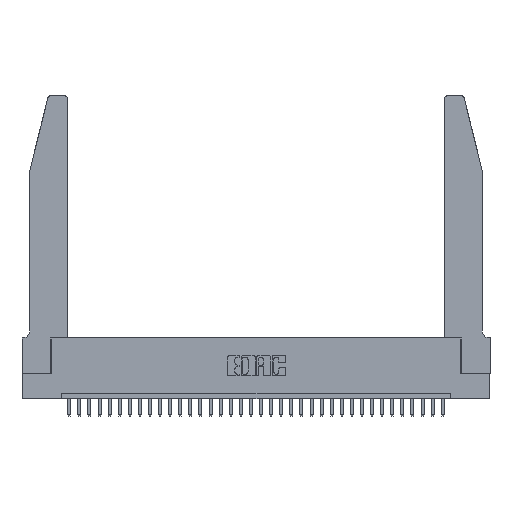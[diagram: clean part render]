
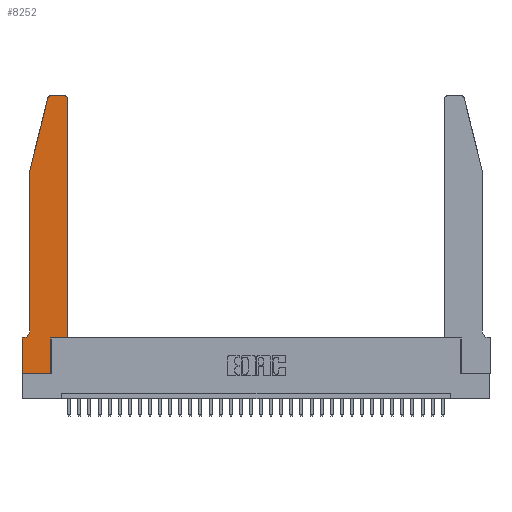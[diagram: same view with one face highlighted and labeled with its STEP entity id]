
A CAD part, top view. The second image highlights one B-rep face of the part: STEP entity #8252.
In plain terms, the highlighted planar face has unit normal (0, 0, 1).
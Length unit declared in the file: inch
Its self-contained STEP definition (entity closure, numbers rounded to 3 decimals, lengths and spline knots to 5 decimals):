
#235 = DIRECTION ( 'NONE',  ( 1., 0., 0. ) ) ;
#413 = CIRCLE ( 'NONE', #7878, 0.03 ) ;
#868 = CIRCLE ( 'NONE', #20654, 0.03 ) ;
#1011 = CARTESIAN_POINT ( 'NONE',  ( 0.4205, 2.75, 0.37 ) ) ;
#1103 = EDGE_CURVE ( 'NONE', #6263, #14396, #19483, .T. ) ;
#1359 = EDGE_CURVE ( 'NONE', #33964, #31495, #17007, .T. ) ;
#1777 = DIRECTION ( 'NONE',  ( -1., 0., 0. ) ) ;
#1876 = VECTOR ( 'NONE', #14346, 39.37008 ) ;
#2112 = LINE ( 'NONE', #30449, #7109 ) ;
#2803 = LINE ( 'NONE', #22606, #29945 ) ;
#3370 = VECTOR ( 'NONE', #1777, 39.37008 ) ;
#3520 = DIRECTION ( 'NONE',  ( 1., 0., 0. ) ) ;
#3619 = DIRECTION ( 'NONE',  ( 0., 1., 0. ) ) ;
#3888 = ORIENTED_EDGE ( 'NONE', *, *, #17081, .T. ) ;
#4071 = DIRECTION ( 'NONE',  ( -1., 0., 0. ) ) ;
#5102 = CARTESIAN_POINT ( 'NONE',  ( 0., 0.35, 0.37 ) ) ;
#5316 = PLANE ( 'NONE',  #22641 ) ;
#5367 = CARTESIAN_POINT ( 'NONE',  ( 0.0055, 0.42, 0.37 ) ) ;
#5565 = EDGE_CURVE ( 'NONE', #11475, #20595, #27710, .T. ) ;
#5685 = CARTESIAN_POINT ( 'NONE',  ( 0.284, 2.72, 0.37 ) ) ;
#5704 = DIRECTION ( 'NONE',  ( 0., 0., -1. ) ) ;
#6145 = DIRECTION ( 'NONE',  ( 1., 0., 0. ) ) ;
#6263 = VERTEX_POINT ( 'NONE', #26827 ) ;
#6561 = CARTESIAN_POINT ( 'NONE',  ( 0., 0., 0.37 ) ) ;
#6864 = DIRECTION ( 'NONE',  ( 0., -1., 0. ) ) ;
#6945 = CARTESIAN_POINT ( 'NONE',  ( 0.0755, 2., 0.37 ) ) ;
#6985 = CARTESIAN_POINT ( 'NONE',  ( 0.0755, 0.35, 0.37 ) ) ;
#7109 = VECTOR ( 'NONE', #16919, 39.37008 ) ;
#7841 = CARTESIAN_POINT ( 'NONE',  ( 0.4205, 2.72, 0.37 ) ) ;
#7878 = AXIS2_PLACEMENT_3D ( 'NONE', #7841, #12952, #235 ) ;
#8107 = LINE ( 'NONE', #11343, #17622 ) ;
#8252 = ADVANCED_FACE ( 'NONE', ( #25547 ), #5316, .T. ) ;
#10431 = CARTESIAN_POINT ( 'NONE',  ( 0.2865, 0.35, 0.37 ) ) ;
#10506 = ORIENTED_EDGE ( 'NONE', *, *, #28974, .T. ) ;
#10769 = DIRECTION ( 'NONE',  ( -1., 0., 0. ) ) ;
#11088 = VERTEX_POINT ( 'NONE', #17199 ) ;
#11116 = VERTEX_POINT ( 'NONE', #31464 ) ;
#11343 = CARTESIAN_POINT ( 'NONE',  ( 0.4505, 0.35, 0.37 ) ) ;
#11475 = VERTEX_POINT ( 'NONE', #6561 ) ;
#11557 = CARTESIAN_POINT ( 'NONE',  ( 0.4505, 0.35, 0.37 ) ) ;
#11935 = CARTESIAN_POINT ( 'NONE',  ( 0.0755, 2., 0.37 ) ) ;
#12421 = LINE ( 'NONE', #6985, #31289 ) ;
#12952 = DIRECTION ( 'NONE',  ( 0., 0., 1. ) ) ;
#13016 = ORIENTED_EDGE ( 'NONE', *, *, #22837, .T. ) ;
#14346 = DIRECTION ( 'NONE',  ( 1., 0., 0. ) ) ;
#14396 = VERTEX_POINT ( 'NONE', #29385 ) ;
#15279 = VECTOR ( 'NONE', #27342, 39.37008 ) ;
#15786 = ORIENTED_EDGE ( 'NONE', *, *, #20186, .T. ) ;
#16812 = ORIENTED_EDGE ( 'NONE', *, *, #32896, .T. ) ;
#16919 = DIRECTION ( 'NONE',  ( 0., 1., 0. ) ) ;
#17007 = LINE ( 'NONE', #25598, #3370 ) ;
#17059 = ORIENTED_EDGE ( 'NONE', *, *, #24683, .T. ) ;
#17081 = EDGE_CURVE ( 'NONE', #25973, #11116, #30672, .T. ) ;
#17199 = CARTESIAN_POINT ( 'NONE',  ( 0.25487, 2.72718, 0.37 ) ) ;
#17622 = VECTOR ( 'NONE', #3619, 39.37008 ) ;
#17691 = LINE ( 'NONE', #11935, #30814 ) ;
#18445 = ORIENTED_EDGE ( 'NONE', *, *, #1103, .T. ) ;
#18751 = CARTESIAN_POINT ( 'NONE',  ( 0., 0., 0.37 ) ) ;
#18922 = DIRECTION ( 'NONE',  ( 0., 0., 1. ) ) ;
#19067 = CARTESIAN_POINT ( 'NONE',  ( 0.2865, 0., 0.37 ) ) ;
#19411 = EDGE_CURVE ( 'NONE', #31495, #11088, #868, .T. ) ;
#19415 = ORIENTED_EDGE ( 'NONE', *, *, #1359, .T. ) ;
#19483 = CIRCLE ( 'NONE', #29961, 0.07 ) ;
#19895 = CARTESIAN_POINT ( 'NONE',  ( 0., 0.35, 0.37 ) ) ;
#20186 = EDGE_CURVE ( 'NONE', #20595, #25973, #2112, .T. ) ;
#20333 = VECTOR ( 'NONE', #3520, 39.37008 ) ;
#20337 = ORIENTED_EDGE ( 'NONE', *, *, #33211, .T. ) ;
#20595 = VERTEX_POINT ( 'NONE', #19067 ) ;
#20654 = AXIS2_PLACEMENT_3D ( 'NONE', #5685, #18922, #6145 ) ;
#20970 = CARTESIAN_POINT ( 'NONE',  ( 0.4505, 2.72, 0.37 ) ) ;
#22606 = CARTESIAN_POINT ( 'NONE',  ( 0.0755, 2., 0.37 ) ) ;
#22641 = AXIS2_PLACEMENT_3D ( 'NONE', #5102, #26474, #31611 ) ;
#22837 = EDGE_CURVE ( 'NONE', #32363, #11475, #33714, .T. ) ;
#23539 = EDGE_CURVE ( 'NONE', #11088, #25419, #17691, .T. ) ;
#24683 = EDGE_CURVE ( 'NONE', #25419, #6263, #2803, .T. ) ;
#24960 = CARTESIAN_POINT ( 'NONE',  ( 0., 0., 0.37 ) ) ;
#25419 = VERTEX_POINT ( 'NONE', #6945 ) ;
#25547 = FACE_OUTER_BOUND ( 'NONE', #25914, .T. ) ;
#25598 = CARTESIAN_POINT ( 'NONE',  ( 0.2605, 2.75, 0.37 ) ) ;
#25914 = EDGE_LOOP ( 'NONE', ( #19415, #31166, #32265, #17059, #18445, #16812, #13016, #26324, #15786, #3888, #10506, #20337 ) ) ;
#25973 = VERTEX_POINT ( 'NONE', #10431 ) ;
#26324 = ORIENTED_EDGE ( 'NONE', *, *, #5565, .T. ) ;
#26401 = VERTEX_POINT ( 'NONE', #20970 ) ;
#26474 = DIRECTION ( 'NONE',  ( 0., 0., 1. ) ) ;
#26827 = CARTESIAN_POINT ( 'NONE',  ( 0.0755, 0.42, 0.37 ) ) ;
#27342 = DIRECTION ( 'NONE',  ( 0., -1., 0. ) ) ;
#27710 = LINE ( 'NONE', #18751, #20333 ) ;
#28974 = EDGE_CURVE ( 'NONE', #11116, #26401, #8107, .T. ) ;
#29385 = CARTESIAN_POINT ( 'NONE',  ( 0.0055, 0.35, 0.37 ) ) ;
#29945 = VECTOR ( 'NONE', #6864, 39.37008 ) ;
#29961 = AXIS2_PLACEMENT_3D ( 'NONE', #5367, #5704, #10769 ) ;
#30278 = DIRECTION ( 'NONE',  ( -0.239, -0.971, 0. ) ) ;
#30449 = CARTESIAN_POINT ( 'NONE',  ( 0.2865, 0.35, 0.37 ) ) ;
#30672 = LINE ( 'NONE', #11557, #1876 ) ;
#30814 = VECTOR ( 'NONE', #30278, 39.37008 ) ;
#31166 = ORIENTED_EDGE ( 'NONE', *, *, #19411, .T. ) ;
#31289 = VECTOR ( 'NONE', #4071, 39.37008 ) ;
#31464 = CARTESIAN_POINT ( 'NONE',  ( 0.4505, 0.35, 0.37 ) ) ;
#31495 = VERTEX_POINT ( 'NONE', #32116 ) ;
#31611 = DIRECTION ( 'NONE',  ( 1., 0., 0. ) ) ;
#32116 = CARTESIAN_POINT ( 'NONE',  ( 0.284, 2.75, 0.37 ) ) ;
#32265 = ORIENTED_EDGE ( 'NONE', *, *, #23539, .T. ) ;
#32363 = VERTEX_POINT ( 'NONE', #19895 ) ;
#32896 = EDGE_CURVE ( 'NONE', #14396, #32363, #12421, .T. ) ;
#33211 = EDGE_CURVE ( 'NONE', #26401, #33964, #413, .T. ) ;
#33714 = LINE ( 'NONE', #24960, #15279 ) ;
#33964 = VERTEX_POINT ( 'NONE', #1011 ) ;
